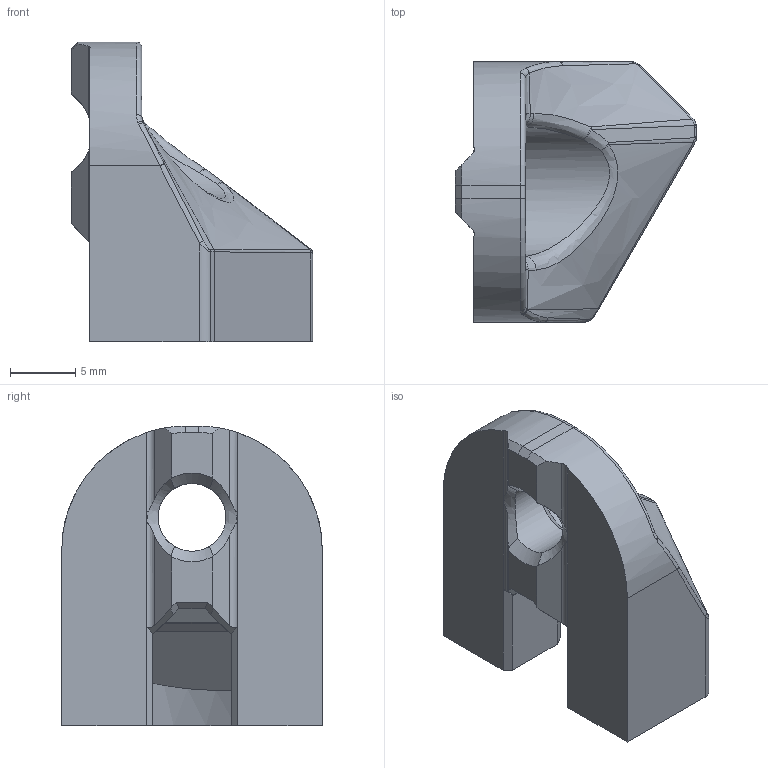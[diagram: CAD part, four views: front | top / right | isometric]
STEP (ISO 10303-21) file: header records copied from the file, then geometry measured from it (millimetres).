
FILE_DESCRIPTION(/* description */ (''),/* implementation_level */ '2;1');
FILE_NAME(/* name */ 'Untitled.step',/* time_stamp */ '2022-09-07T14:03:29+03:00',/* author */ (''),/* organization */ (''),/* preprocessor_version */ 'ST-DEVELOPER v19',/* originating_system */ 'Autodesk Translation Framework v11.7.0.108',/* authorisation */ '');
FILE_SCHEMA (('AUTOMOTIVE_DESIGN { 1 0 10303 214 3 1 1 }'));
Length unit declared in the file: millimetre
Products named in the file (2): (Unsaved); LED
Assembly tree (1 placements, depth 2):
  (Unsaved)
    LED
Bounding box: 18.51 x 20 x 23 mm (x, y, z)
Volume: 3007.1 mm3; surface area: 1920.7 mm2
Topology: 1 solids, 1 shells, 110 faces, 284 edges, 175 vertices
Faces by surface type: plane 47, bspline 35, cylinder 19, cone 5, sphere 2, torus 2
Full cylindrical faces by diameter (mm): 5.2 x1
Entity records: 4185 total; most frequent: CARTESIAN_POINT 1654, ORIENTED_EDGE 568, DIRECTION 444, EDGE_CURVE 284, VERTEX_POINT 175, AXIS2_PLACEMENT_3D 157, LINE 130, VECTOR 130
